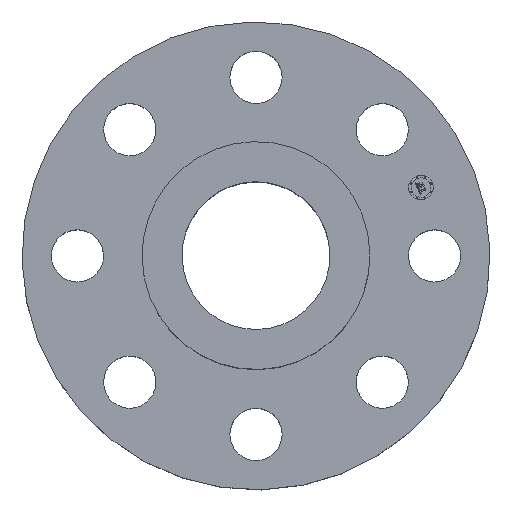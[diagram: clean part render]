
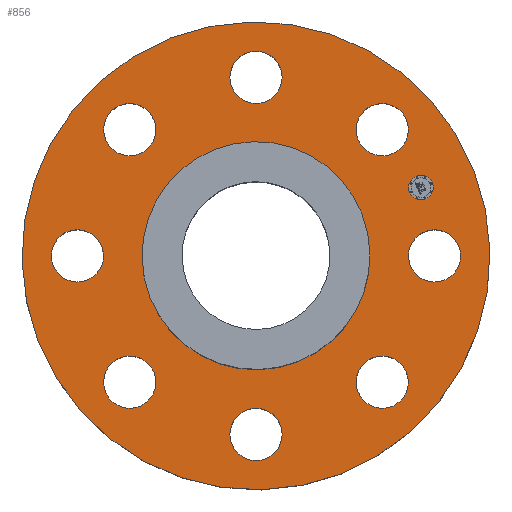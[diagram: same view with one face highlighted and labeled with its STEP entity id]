
A CAD part, top view. The second image highlights one B-rep face of the part: STEP entity #856.
In plain terms, the highlighted planar face has unit normal (0, 0, 1).
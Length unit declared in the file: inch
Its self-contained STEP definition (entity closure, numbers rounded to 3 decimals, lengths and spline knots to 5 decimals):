
#51=AXIS2_PLACEMENT_3D('Circle Axis2P3D',#49,#50,$) ;
#254=AXIS2_PLACEMENT_3D('Circle Axis2P3D',#252,#253,$) ;
#278=AXIS2_PLACEMENT_3D('Circle Axis2P3D',#276,#277,$) ;
#297=AXIS2_PLACEMENT_3D('Circle Axis2P3D',#295,#296,$) ;
#314=AXIS2_PLACEMENT_3D('Circle Axis2P3D',#312,#313,$) ;
#349=AXIS2_PLACEMENT_3D('Circle Axis2P3D',#347,#348,$) ;
#506=AXIS2_PLACEMENT_3D('Circle Axis2P3D',#504,#505,$) ;
#525=AXIS2_PLACEMENT_3D('Circle Axis2P3D',#523,#524,$) ;
#549=AXIS2_PLACEMENT_3D('Circle Axis2P3D',#547,#548,$) ;
#568=AXIS2_PLACEMENT_3D('Circle Axis2P3D',#566,#567,$) ;
#592=AXIS2_PLACEMENT_3D('Circle Axis2P3D',#590,#591,$) ;
#611=AXIS2_PLACEMENT_3D('Circle Axis2P3D',#609,#610,$) ;
#635=AXIS2_PLACEMENT_3D('Circle Axis2P3D',#633,#634,$) ;
#654=AXIS2_PLACEMENT_3D('Circle Axis2P3D',#652,#653,$) ;
#678=AXIS2_PLACEMENT_3D('Circle Axis2P3D',#676,#677,$) ;
#697=AXIS2_PLACEMENT_3D('Circle Axis2P3D',#695,#696,$) ;
#721=AXIS2_PLACEMENT_3D('Circle Axis2P3D',#719,#720,$) ;
#740=AXIS2_PLACEMENT_3D('Circle Axis2P3D',#738,#739,$) ;
#764=AXIS2_PLACEMENT_3D('Circle Axis2P3D',#762,#763,$) ;
#783=AXIS2_PLACEMENT_3D('Circle Axis2P3D',#781,#782,$) ;
#796=AXIS2_PLACEMENT_3D('Plane Axis2P3D',#793,#794,#795) ;
#840=AXIS2_PLACEMENT_3D('Circle Axis2P3D',#838,#839,$) ;
#849=AXIS2_PLACEMENT_3D('Circle Axis2P3D',#847,#848,$) ;
#44=CARTESIAN_POINT('Vertex',(6.31976,-0.50819,4.25)) ;
#49=CARTESIAN_POINT('Axis2P3D Location',(7.25,0.,4.25)) ;
#53=CARTESIAN_POINT('Vertex',(8.18024,0.50819,4.25)) ;
#252=CARTESIAN_POINT('Axis2P3D Location',(7.25,0.,4.25)) ;
#273=CARTESIAN_POINT('Vertex',(-4.55454,-8.33703,4.25)) ;
#276=CARTESIAN_POINT('Axis2P3D Location',(0.,0.,4.25)) ;
#280=CARTESIAN_POINT('Vertex',(4.55454,8.33703,4.25)) ;
#295=CARTESIAN_POINT('Axis2P3D Location',(0.,0.,4.25)) ;
#312=CARTESIAN_POINT('Axis2P3D Location',(0.,0.,4.25)) ;
#316=CARTESIAN_POINT('Vertex',(2.21734,4.05882,4.25)) ;
#318=CARTESIAN_POINT('Vertex',(-2.21734,-4.05882,4.25)) ;
#347=CARTESIAN_POINT('Axis2P3D Location',(0.,0.,4.25)) ;
#501=CARTESIAN_POINT('Vertex',(4.1094,-4.82809,4.25)) ;
#504=CARTESIAN_POINT('Axis2P3D Location',(5.12652,-5.12652,4.25)) ;
#508=CARTESIAN_POINT('Vertex',(6.14365,-5.42496,4.25)) ;
#523=CARTESIAN_POINT('Axis2P3D Location',(5.12652,-5.12652,4.25)) ;
#544=CARTESIAN_POINT('Vertex',(-0.50819,-6.31976,4.25)) ;
#547=CARTESIAN_POINT('Axis2P3D Location',(0.,-7.25,4.25)) ;
#551=CARTESIAN_POINT('Vertex',(0.50819,-8.18024,4.25)) ;
#566=CARTESIAN_POINT('Axis2P3D Location',(0.,-7.25,4.25)) ;
#587=CARTESIAN_POINT('Vertex',(-4.82809,-4.1094,4.25)) ;
#590=CARTESIAN_POINT('Axis2P3D Location',(-5.12652,-5.12652,4.25)) ;
#594=CARTESIAN_POINT('Vertex',(-5.42496,-6.14365,4.25)) ;
#609=CARTESIAN_POINT('Axis2P3D Location',(-5.12652,-5.12652,4.25)) ;
#630=CARTESIAN_POINT('Vertex',(-6.31976,0.50819,4.25)) ;
#633=CARTESIAN_POINT('Axis2P3D Location',(-7.25,0.,4.25)) ;
#637=CARTESIAN_POINT('Vertex',(-8.18024,-0.50819,4.25)) ;
#652=CARTESIAN_POINT('Axis2P3D Location',(-7.25,0.,4.25)) ;
#673=CARTESIAN_POINT('Vertex',(-4.1094,4.82809,4.25)) ;
#676=CARTESIAN_POINT('Axis2P3D Location',(-5.12652,5.12652,4.25)) ;
#680=CARTESIAN_POINT('Vertex',(-6.14365,5.42496,4.25)) ;
#695=CARTESIAN_POINT('Axis2P3D Location',(-5.12652,5.12652,4.25)) ;
#716=CARTESIAN_POINT('Vertex',(0.50819,6.31976,4.25)) ;
#719=CARTESIAN_POINT('Axis2P3D Location',(0.,7.25,4.25)) ;
#723=CARTESIAN_POINT('Vertex',(-0.50819,8.18024,4.25)) ;
#738=CARTESIAN_POINT('Axis2P3D Location',(0.,7.25,4.25)) ;
#759=CARTESIAN_POINT('Vertex',(4.82809,4.1094,4.25)) ;
#762=CARTESIAN_POINT('Axis2P3D Location',(5.12652,5.12652,4.25)) ;
#766=CARTESIAN_POINT('Vertex',(5.42496,6.14365,4.25)) ;
#781=CARTESIAN_POINT('Axis2P3D Location',(5.12652,5.12652,4.25)) ;
#793=CARTESIAN_POINT('Axis2P3D Location',(0.,9.5,4.25)) ;
#838=CARTESIAN_POINT('Axis2P3D Location',(6.69813,2.77445,4.25)) ;
#842=CARTESIAN_POINT('Vertex',(6.88947,2.31252,4.25)) ;
#844=CARTESIAN_POINT('Vertex',(6.50678,3.23639,4.25)) ;
#847=CARTESIAN_POINT('Axis2P3D Location',(6.69813,2.77445,4.25)) ;
#50=DIRECTION('Axis2P3D Direction',(0.,-0.,0.039)) ;
#253=DIRECTION('Axis2P3D Direction',(0.,-0.,0.039)) ;
#277=DIRECTION('Axis2P3D Direction',(0.,0.,-0.039)) ;
#296=DIRECTION('Axis2P3D Direction',(0.,0.,-0.039)) ;
#313=DIRECTION('Axis2P3D Direction',(0.,0.,-0.039)) ;
#348=DIRECTION('Axis2P3D Direction',(0.,0.,-0.039)) ;
#505=DIRECTION('Axis2P3D Direction',(-0.,0.,0.039)) ;
#524=DIRECTION('Axis2P3D Direction',(-0.,0.,0.039)) ;
#548=DIRECTION('Axis2P3D Direction',(-0.,0.,0.039)) ;
#567=DIRECTION('Axis2P3D Direction',(-0.,0.,0.039)) ;
#591=DIRECTION('Axis2P3D Direction',(0.,0.,0.039)) ;
#610=DIRECTION('Axis2P3D Direction',(0.,0.,0.039)) ;
#634=DIRECTION('Axis2P3D Direction',(0.,0.,0.039)) ;
#653=DIRECTION('Axis2P3D Direction',(0.,0.,0.039)) ;
#677=DIRECTION('Axis2P3D Direction',(0.,0.,0.039)) ;
#696=DIRECTION('Axis2P3D Direction',(0.,0.,0.039)) ;
#720=DIRECTION('Axis2P3D Direction',(0.,0.,0.039)) ;
#739=DIRECTION('Axis2P3D Direction',(0.,0.,0.039)) ;
#763=DIRECTION('Axis2P3D Direction',(0.,-0.,0.039)) ;
#782=DIRECTION('Axis2P3D Direction',(0.,-0.,0.039)) ;
#794=DIRECTION('Axis2P3D Direction',(0.,0.,-0.039)) ;
#795=DIRECTION('Axis2P3D XDirection',(0.039,0.,0.)) ;
#839=DIRECTION('Axis2P3D Direction',(0.,0.,-0.039)) ;
#848=DIRECTION('Axis2P3D Direction',(0.,0.,-0.039)) ;
#799=ORIENTED_EDGE('',*,*,#299,.F.) ;
#800=ORIENTED_EDGE('',*,*,#282,.F.) ;
#803=ORIENTED_EDGE('',*,*,#55,.T.) ;
#804=ORIENTED_EDGE('',*,*,#256,.T.) ;
#807=ORIENTED_EDGE('',*,*,#351,.T.) ;
#808=ORIENTED_EDGE('',*,*,#320,.T.) ;
#811=ORIENTED_EDGE('',*,*,#527,.T.) ;
#812=ORIENTED_EDGE('',*,*,#510,.T.) ;
#815=ORIENTED_EDGE('',*,*,#570,.T.) ;
#816=ORIENTED_EDGE('',*,*,#553,.T.) ;
#819=ORIENTED_EDGE('',*,*,#613,.T.) ;
#820=ORIENTED_EDGE('',*,*,#596,.T.) ;
#823=ORIENTED_EDGE('',*,*,#656,.T.) ;
#824=ORIENTED_EDGE('',*,*,#639,.T.) ;
#827=ORIENTED_EDGE('',*,*,#699,.T.) ;
#828=ORIENTED_EDGE('',*,*,#682,.T.) ;
#831=ORIENTED_EDGE('',*,*,#742,.T.) ;
#832=ORIENTED_EDGE('',*,*,#725,.T.) ;
#835=ORIENTED_EDGE('',*,*,#785,.T.) ;
#836=ORIENTED_EDGE('',*,*,#768,.T.) ;
#853=ORIENTED_EDGE('',*,*,#846,.F.) ;
#854=ORIENTED_EDGE('',*,*,#851,.F.) ;
#805=FACE_BOUND('',#802,.T.) ;
#809=FACE_BOUND('',#806,.T.) ;
#813=FACE_BOUND('',#810,.T.) ;
#817=FACE_BOUND('',#814,.T.) ;
#821=FACE_BOUND('',#818,.T.) ;
#825=FACE_BOUND('',#822,.T.) ;
#829=FACE_BOUND('',#826,.T.) ;
#833=FACE_BOUND('',#830,.T.) ;
#837=FACE_BOUND('',#834,.T.) ;
#855=FACE_BOUND('',#852,.T.) ;
#856=ADVANCED_FACE('PartBody',(#801,#805,#809,#813,#817,#821,#825,#829,#833,#837,#855),#797,.F.) ;
#52=CIRCLE('generated circle',#51,1.06) ;
#255=CIRCLE('generated circle',#254,1.06) ;
#279=CIRCLE('generated circle',#278,9.5) ;
#298=CIRCLE('generated circle',#297,9.5) ;
#315=CIRCLE('generated circle',#314,4.625) ;
#350=CIRCLE('generated circle',#349,4.625) ;
#507=CIRCLE('generated circle',#506,1.06) ;
#526=CIRCLE('generated circle',#525,1.06) ;
#550=CIRCLE('generated circle',#549,1.06) ;
#569=CIRCLE('generated circle',#568,1.06) ;
#593=CIRCLE('generated circle',#592,1.06) ;
#612=CIRCLE('generated circle',#611,1.06) ;
#636=CIRCLE('generated circle',#635,1.06) ;
#655=CIRCLE('generated circle',#654,1.06) ;
#679=CIRCLE('generated circle',#678,1.06) ;
#698=CIRCLE('generated circle',#697,1.06) ;
#722=CIRCLE('generated circle',#721,1.06) ;
#741=CIRCLE('generated circle',#740,1.06) ;
#765=CIRCLE('generated circle',#764,1.06) ;
#784=CIRCLE('generated circle',#783,1.06) ;
#841=CIRCLE('generated circle',#840,0.5) ;
#850=CIRCLE('generated circle',#849,0.5) ;
#55=EDGE_CURVE('',#54,#45,#52,.F.) ;
#256=EDGE_CURVE('',#45,#54,#255,.F.) ;
#282=EDGE_CURVE('',#274,#281,#279,.T.) ;
#299=EDGE_CURVE('',#281,#274,#298,.T.) ;
#320=EDGE_CURVE('',#317,#319,#315,.T.) ;
#351=EDGE_CURVE('',#319,#317,#350,.T.) ;
#510=EDGE_CURVE('',#509,#502,#507,.F.) ;
#527=EDGE_CURVE('',#502,#509,#526,.F.) ;
#553=EDGE_CURVE('',#552,#545,#550,.F.) ;
#570=EDGE_CURVE('',#545,#552,#569,.F.) ;
#596=EDGE_CURVE('',#595,#588,#593,.F.) ;
#613=EDGE_CURVE('',#588,#595,#612,.F.) ;
#639=EDGE_CURVE('',#638,#631,#636,.F.) ;
#656=EDGE_CURVE('',#631,#638,#655,.F.) ;
#682=EDGE_CURVE('',#681,#674,#679,.F.) ;
#699=EDGE_CURVE('',#674,#681,#698,.F.) ;
#725=EDGE_CURVE('',#724,#717,#722,.F.) ;
#742=EDGE_CURVE('',#717,#724,#741,.F.) ;
#768=EDGE_CURVE('',#767,#760,#765,.F.) ;
#785=EDGE_CURVE('',#760,#767,#784,.F.) ;
#846=EDGE_CURVE('',#843,#845,#841,.F.) ;
#851=EDGE_CURVE('',#845,#843,#850,.F.) ;
#798=EDGE_LOOP('',(#799,#800)) ;
#802=EDGE_LOOP('',(#803,#804)) ;
#806=EDGE_LOOP('',(#807,#808)) ;
#810=EDGE_LOOP('',(#811,#812)) ;
#814=EDGE_LOOP('',(#815,#816)) ;
#818=EDGE_LOOP('',(#819,#820)) ;
#822=EDGE_LOOP('',(#823,#824)) ;
#826=EDGE_LOOP('',(#827,#828)) ;
#830=EDGE_LOOP('',(#831,#832)) ;
#834=EDGE_LOOP('',(#835,#836)) ;
#852=EDGE_LOOP('',(#853,#854)) ;
#801=FACE_OUTER_BOUND('',#798,.T.) ;
#797=PLANE('',#796) ;
#45=VERTEX_POINT('',#44) ;
#54=VERTEX_POINT('',#53) ;
#274=VERTEX_POINT('',#273) ;
#281=VERTEX_POINT('',#280) ;
#317=VERTEX_POINT('',#316) ;
#319=VERTEX_POINT('',#318) ;
#502=VERTEX_POINT('',#501) ;
#509=VERTEX_POINT('',#508) ;
#545=VERTEX_POINT('',#544) ;
#552=VERTEX_POINT('',#551) ;
#588=VERTEX_POINT('',#587) ;
#595=VERTEX_POINT('',#594) ;
#631=VERTEX_POINT('',#630) ;
#638=VERTEX_POINT('',#637) ;
#674=VERTEX_POINT('',#673) ;
#681=VERTEX_POINT('',#680) ;
#717=VERTEX_POINT('',#716) ;
#724=VERTEX_POINT('',#723) ;
#760=VERTEX_POINT('',#759) ;
#767=VERTEX_POINT('',#766) ;
#843=VERTEX_POINT('',#842) ;
#845=VERTEX_POINT('',#844) ;
